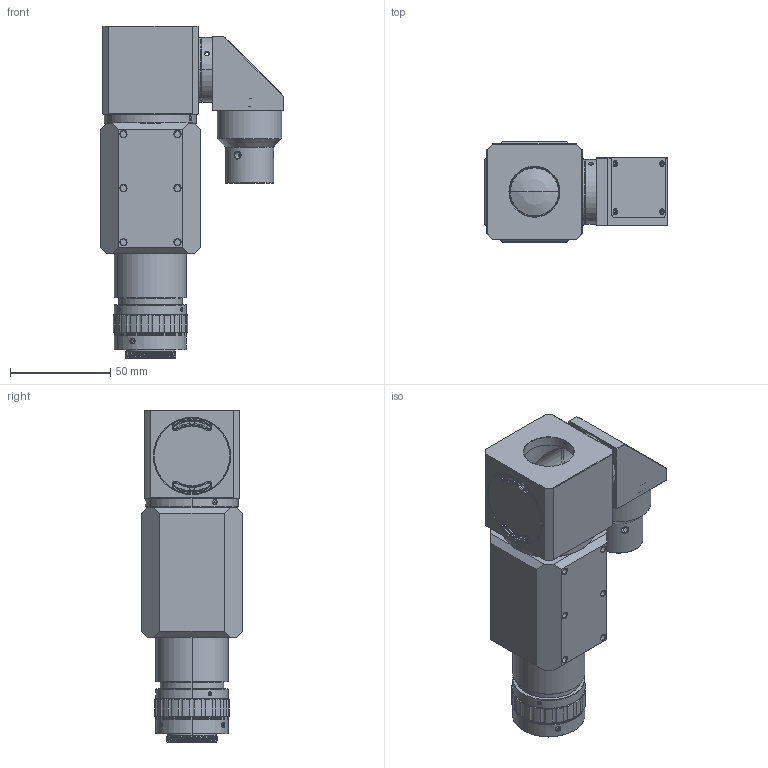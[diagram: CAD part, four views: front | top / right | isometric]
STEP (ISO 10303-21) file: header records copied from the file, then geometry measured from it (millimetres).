
FILE_DESCRIPTION((''),'2;1');
FILE_NAME('20000_ASM','2022-11-23T',('Administrator'),(''),'PRO/ENGINEER BY PARAMETRIC TECHNOLOGY CORPORATION, 2010020','PRO/ENGINEER BY PARAMETRIC TECHNOLOGY CORPORATION, 2010020','');
FILE_SCHEMA(('AUTOMOTIVE_DESIGN_CC2 { 1 2 10303 214 -1 1 5 2 }'));
Length unit declared in the file: millimetre
Products named in the file (37): 5022_AF0; Z503_AF0; Z504_AF0; Z505_AF0; Z302_AF0; Z506_AF0; 5011_AF0; 3011_AF0; M16552701_AF0; M16552701_AF1; M16552701_AF4; M16552701_AF5; M16552701_AF2; M16552701_AF3; Z2000_AF0_ASM; G501_AF0; G303_AF0; G302_AF0; G512_AF0; G301_AF0; G511_AF0; G304_AF0; G305_AF0; G513_AF0; G502_AF0; G504_AF0; G503_AF0; G505_AF0; JD30303001_AF0; JD30303001_AF1; JD30303001_AF2; JD20202011_AF0; JD20202011_AF1; JD20202011_AF2; G200_AF0_ASM; JD30303001; 20000_ASM
Assembly tree (38 placements, depth 3):
  20000_ASM
    Z2000_AF0_ASM
      5022_AF0
      Z503_AF0
      Z504_AF0
      Z505_AF0
      Z302_AF0
      Z506_AF0
      5011_AF0
      3011_AF0
      M16552701_AF0
      M16552701_AF1
      M16552701_AF4
      M16552701_AF5
      M16552701_AF2
      M16552701_AF3
    G200_AF0_ASM
      G501_AF0
      G303_AF0
      G302_AF0
      G512_AF0
      G301_AF0
      G511_AF0
      G304_AF0
      G305_AF0
      G513_AF0
      G502_AF0
      G504_AF0
      G503_AF0
      G505_AF0
      JD30303001_AF0
      JD30303001_AF1
      JD30303001_AF2
      JD20202011_AF0
      JD20202011_AF1
      JD20202011_AF2
    JD30303001  x3
Bounding box: 91.5 x 50 x 165.88 mm (x, y, z)
Volume: 204260.7 mm3; surface area: 87849 mm2
Topology: 35 solids, 35 shells, 949 faces, 2233 edges, 1404 vertices
Faces by surface type: cylinder 331, plane 329, cone 259, bspline 26, sphere 4
Entity records: 37496 total; most frequent: CARTESIAN_POINT 9406, DIRECTION 4692, ORIENTED_EDGE 4330, EDGE_CURVE 2165, PRESENTATION_STYLE_ASSIGNMENT 1935, STYLED_ITEM 1935, CURVE_STYLE 1908, AXIS2_PLACEMENT_3D 1822
